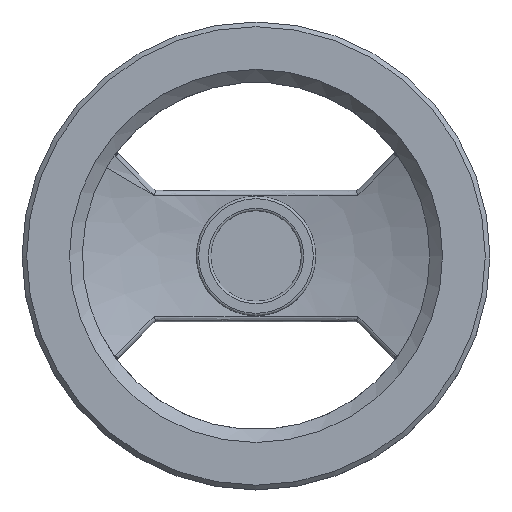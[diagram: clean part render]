
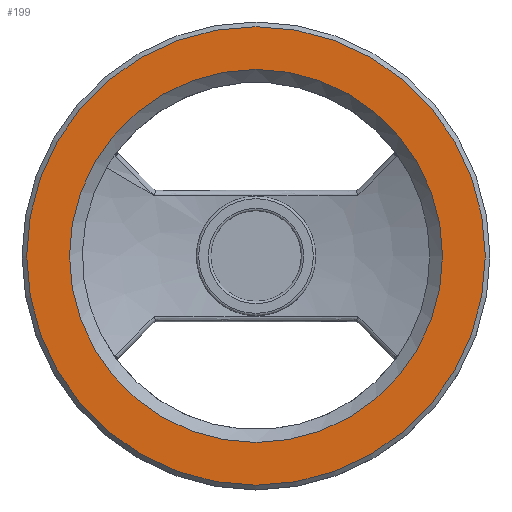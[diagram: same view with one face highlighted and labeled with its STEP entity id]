
A CAD part, top view. The second image highlights one B-rep face of the part: STEP entity #199.
In plain terms, the highlighted planar face has unit normal (0, 0, 1).
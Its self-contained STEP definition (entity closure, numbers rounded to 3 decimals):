
#199 = ADVANCED_FACE( '', ( #417, #418 ), #419, .F. );
#417 = FACE_OUTER_BOUND( '', #3288, .T. );
#418 = FACE_BOUND( '', #3289, .T. );
#419 = PLANE( '', #3290 );
#3288 = EDGE_LOOP( '', ( #3691 ) );
#3289 = EDGE_LOOP( '', ( #3692 ) );
#3290 = AXIS2_PLACEMENT_3D( '', #3693, #3694, #3695 );
#3691 = ORIENTED_EDGE( '', *, *, #3853, .T. );
#3692 = ORIENTED_EDGE( '', *, *, #3718, .F. );
#3693 = CARTESIAN_POINT( '', ( 0., 100., 46. ) );
#3694 = DIRECTION( '', ( 0., 0., -1. ) );
#3695 = DIRECTION( '', ( -1., 0., 0. ) );
#3718 = EDGE_CURVE( '', #3907, #3907, #3908, .T. );
#3853 = EDGE_CURVE( '', #4106, #4106, #4107, .F. );
#3907 = VERTEX_POINT( '', #4264 );
#3908 = CIRCLE( '', #4265, 79.72 );
#4106 = VERTEX_POINT( '', #6143 );
#4107 = CIRCLE( '', #6144, 98. );
#4264 = CARTESIAN_POINT( '', ( 79.72, 0., 46. ) );
#4265 = AXIS2_PLACEMENT_3D( '', #6272, #6273, #6274 );
#6143 = CARTESIAN_POINT( '', ( -98., 0., 46. ) );
#6144 = AXIS2_PLACEMENT_3D( '', #6361, #6362, #6363 );
#6272 = CARTESIAN_POINT( '', ( 0., 0., 46. ) );
#6273 = DIRECTION( '', ( 0., 0., 1. ) );
#6274 = DIRECTION( '', ( 1., 0., 0. ) );
#6361 = CARTESIAN_POINT( '', ( 0., 0., 46. ) );
#6362 = DIRECTION( '', ( 0., 0., -1. ) );
#6363 = DIRECTION( '', ( -1., 0., 0. ) );
